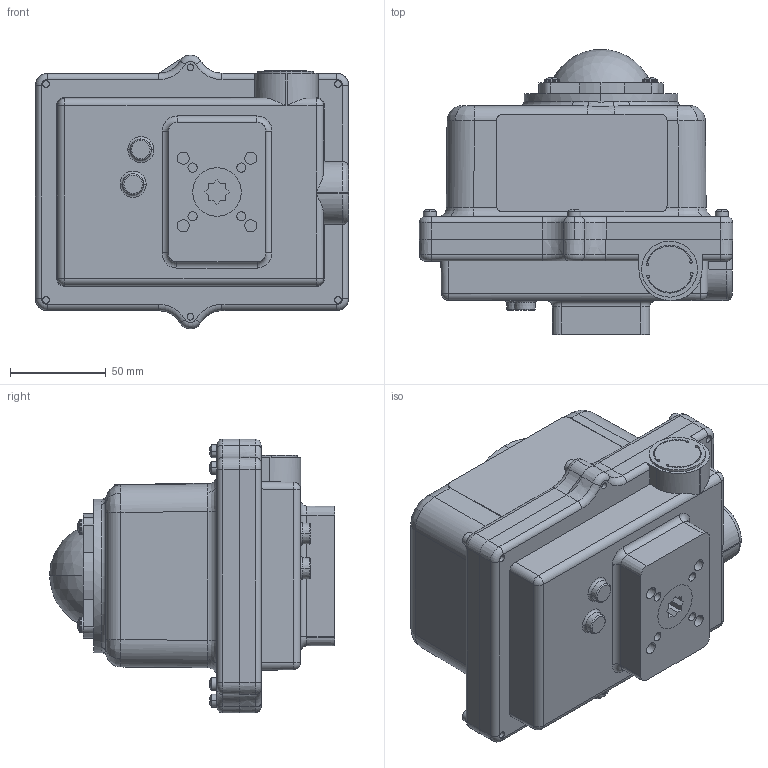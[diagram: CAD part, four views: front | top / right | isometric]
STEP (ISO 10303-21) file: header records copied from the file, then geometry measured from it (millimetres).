
FILE_DESCRIPTION (( 'STEP AP214' ), '1' );
FILE_NAME ('R Series Nema 7 .STEP', '2014-05-07T17:06:04', ( 'Owner' ), ( '' ), 'SwSTEP 2.0', 'SolidWorks 2013', '' );
FILE_SCHEMA (( 'AUTOMOTIVE_DESIGN' ));
Length unit declared in the file: inch
Products named in the file (1): R Series Nema 7 
Bounding box: 163.5 x 148.77 x 142.88 mm (x, y, z)
Volume: 1637704.8 mm3; surface area: 97132.7 mm2
Topology: 1 solids, 1 shells, 644 faces, 1724 edges, 1106 vertices
Faces by surface type: plane 280, cylinder 184, cone 74, torus 53, bspline 27, sphere 26
Entity records: 25989 total; most frequent: CARTESIAN_POINT 6100, DIRECTION 3460, ORIENTED_EDGE 3440, EDGE_CURVE 1720, AXIS2_PLACEMENT_3D 1386, VERTEX_POINT 1106, CIRCLE 768, LINE 688
